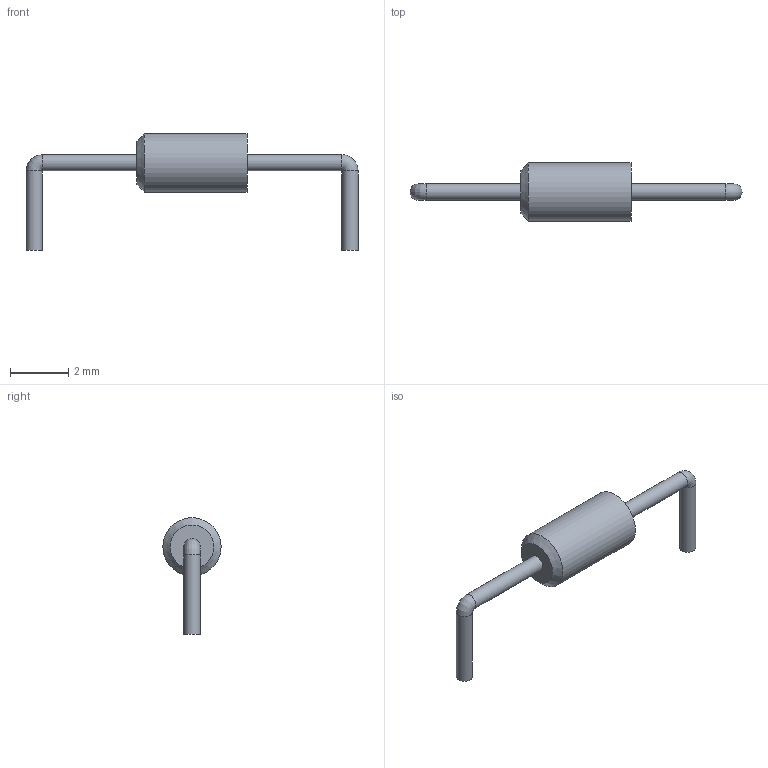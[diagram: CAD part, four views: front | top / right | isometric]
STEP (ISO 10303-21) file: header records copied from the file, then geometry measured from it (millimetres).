
FILE_DESCRIPTION(('FreeCAD Model'),'2;1');
FILE_NAME('179291.1.1.stp','2020-04-21T06:24:22',( 'Author'),(''),'Open CASCADE STEP processor 6.9','FreeCAD','Unknown' );
FILE_SCHEMA(('AUTOMOTIVE_DESIGN { 1 0 10303 214 1 1 1 1 }'));
Length unit declared in the file: millimetre
Products named in the file (4): ASSEMBLY; Body; Sweep1; Sweep2
Assembly tree (3 placements, depth 2):
  ASSEMBLY
    Body
    Sweep1
    Sweep2
Bounding box: 11.39 x 2 x 4 mm (x, y, z)
Volume: 14.8 mm3; surface area: 52.5 mm2
Topology: 3 solids, 3 shells, 14 faces, 20 edges, 10 vertices
Faces by surface type: plane 6, cylinder 5, cone 1, revolution 1, torus 1
Full cylindrical faces by diameter (mm): 0.558 x4, 2 x1
Entity records: 611 total; most frequent: CARTESIAN_POINT 106, DIRECTION 90, ORIENTED_EDGE 36, PCURVE 36, DEFINITIONAL_REPRESENTATION 36, AXIS2_PLACEMENT_3D 30, LINE 25, VECTOR 25
